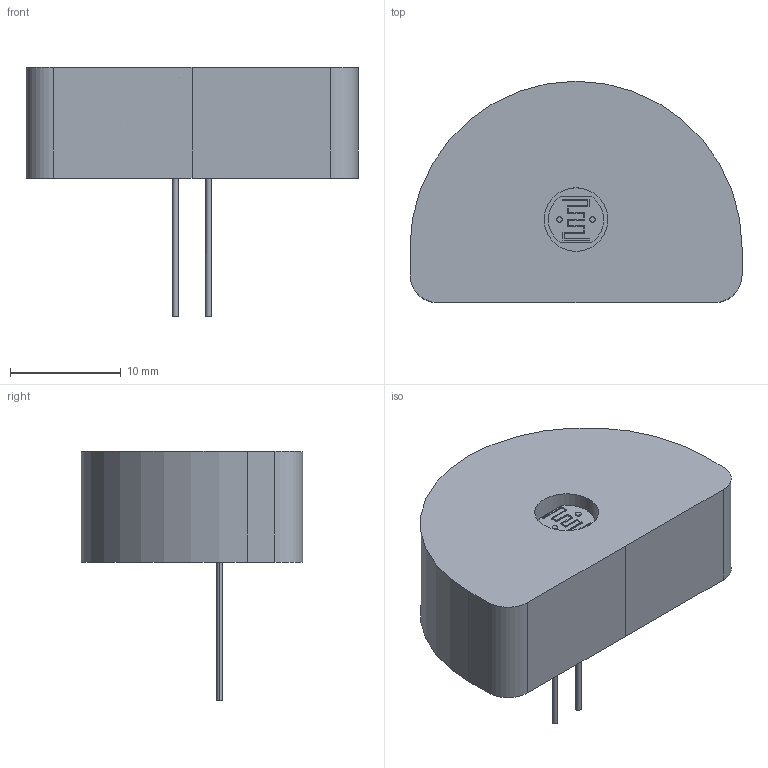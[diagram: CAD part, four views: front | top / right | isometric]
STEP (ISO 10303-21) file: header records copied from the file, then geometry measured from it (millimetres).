
FILE_DESCRIPTION(('CATIA V5 STEP Exchange'),'2;1');
FILE_NAME('LDR Pedestal.stp','2022-10-10T19:32:34+00:00',('none'),('none'),'CATIA Version 5 Release 17 (IN-10)','CATIA V5 STEP AP214','none');
FILE_SCHEMA(('AUTOMOTIVE_DESIGN { 1 0 10303 214 1 1 1 1 }'));
Length unit declared in the file: millimetre
Products named in the file (3): LDR Pedestal; SupportLDR; R_LDR_5.0x4.1mm_P3mm_Vertical
Assembly tree (2 placements, depth 2):
  LDR Pedestal
    SupportLDR
    R_LDR_5.0x4.1mm_P3mm_Vertical
Bounding box: 30 x 20 x 22.5 mm (x, y, z)
Volume: 4941.2 mm3; surface area: 2079 mm2
Topology: 3 solids, 3 shells, 79 faces, 204 edges, 136 vertices
Faces by surface type: plane 57, cylinder 22
Entity records: 2629 total; most frequent: CARTESIAN_POINT 595, ORIENTED_EDGE 408, DIRECTION 342, EDGE_CURVE 204, VECTOR 160, LINE 160, VERTEX_POINT 136, AXIS2_PLACEMENT_3D 107
